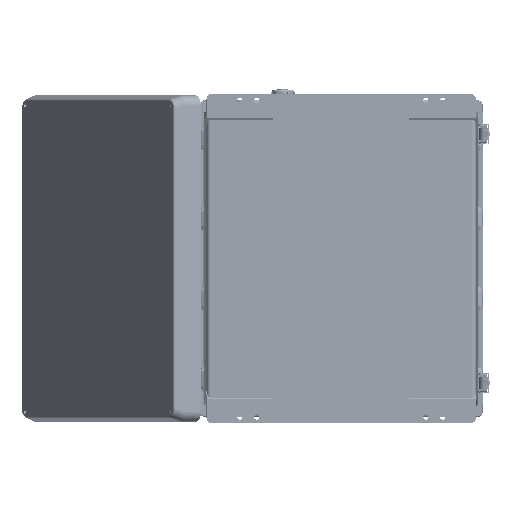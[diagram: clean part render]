
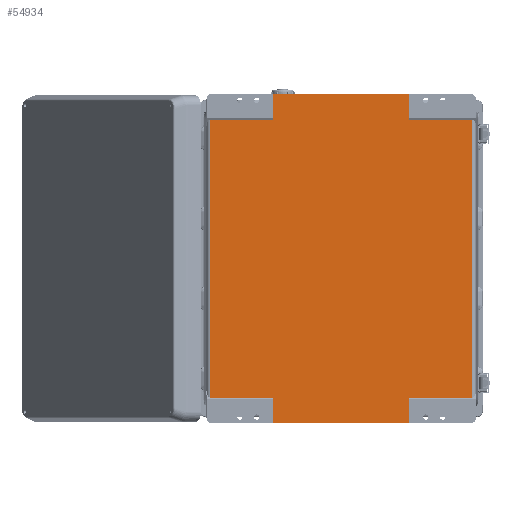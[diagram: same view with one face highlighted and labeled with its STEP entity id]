
A CAD part, front view. The second image highlights one B-rep face of the part: STEP entity #54934.
In plain terms, the highlighted planar face has unit normal (0, -1, 0).
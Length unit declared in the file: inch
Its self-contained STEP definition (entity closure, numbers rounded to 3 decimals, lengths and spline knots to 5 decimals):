
#661 = CARTESIAN_POINT ( 'NONE',  ( 8.11811, 0.05906, -17.96858 ) ) ;
#3295 = ORIENTED_EDGE ( 'NONE', *, *, #61286, .F. ) ;
#3706 = LINE ( 'NONE', #132664, #11218 ) ;
#5455 = DIRECTION ( 'NONE',  ( 0., 0., 1. ) ) ;
#5667 = EDGE_CURVE ( 'NONE', #126272, #67725, #13420, .T. ) ;
#6688 = EDGE_CURVE ( 'NONE', #121530, #91605, #3706, .T. ) ;
#7099 = CARTESIAN_POINT ( 'NONE',  ( -7.73754, 0.05906, -1.51961 ) ) ;
#7643 = CARTESIAN_POINT ( 'NONE',  ( 4.03163, 0.05906, -20.34606 ) ) ;
#9271 = ORIENTED_EDGE ( 'NONE', *, *, #24977, .F. ) ;
#11218 = VECTOR ( 'NONE', #36825, 39.37008 ) ;
#13420 = LINE ( 'NONE', #661, #122080 ) ;
#15894 = ORIENTED_EDGE ( 'NONE', *, *, #19723, .F. ) ;
#17018 = ORIENTED_EDGE ( 'NONE', *, *, #137446, .F. ) ;
#17482 = ORIENTED_EDGE ( 'NONE', *, *, #37469, .T. ) ;
#18206 = CARTESIAN_POINT ( 'NONE',  ( -4.03163, 0.05906, -17.96858 ) ) ;
#19723 = EDGE_CURVE ( 'NONE', #32175, #91605, #85979, .T. ) ;
#19928 = CARTESIAN_POINT ( 'NONE',  ( 4.03163, 0.05906, 0. ) ) ;
#20586 = CARTESIAN_POINT ( 'NONE',  ( 7.73754, 0.05906, -1.51961 ) ) ;
#21377 = LINE ( 'NONE', #51801, #51490 ) ;
#22967 = LINE ( 'NONE', #90309, #67840 ) ;
#24977 = EDGE_CURVE ( 'NONE', #48866, #45862, #48653, .T. ) ;
#31036 = CARTESIAN_POINT ( 'NONE',  ( 4.03163, 0.05906, -17.96858 ) ) ;
#31061 = DIRECTION ( 'NONE',  ( 0., 0., 1. ) ) ;
#32175 = VERTEX_POINT ( 'NONE', #60979 ) ;
#36825 = DIRECTION ( 'NONE',  ( -1., 0., 0. ) ) ;
#37103 = DIRECTION ( 'NONE',  ( 0., 0., 1. ) ) ;
#37306 = AXIS2_PLACEMENT_3D ( 'NONE', #88560, #124696, #100078 ) ;
#37469 = EDGE_CURVE ( 'NONE', #65888, #140903, #21377, .T. ) ;
#39052 = VERTEX_POINT ( 'NONE', #72266 ) ;
#39373 = VERTEX_POINT ( 'NONE', #7099 ) ;
#43923 = VECTOR ( 'NONE', #31061, 39.37008 ) ;
#44623 = PLANE ( 'NONE',  #37306 ) ;
#45862 = VERTEX_POINT ( 'NONE', #53571 ) ;
#47286 = DIRECTION ( 'NONE',  ( 1., 0., 0. ) ) ;
#47924 = VECTOR ( 'NONE', #154233, 39.37008 ) ;
#48653 = LINE ( 'NONE', #151178, #104826 ) ;
#48866 = VERTEX_POINT ( 'NONE', #116156 ) ;
#51490 = VECTOR ( 'NONE', #135492, 39.37008 ) ;
#51801 = CARTESIAN_POINT ( 'NONE',  ( -8.11811, 0.05906, -17.96858 ) ) ;
#52880 = LINE ( 'NONE', #7643, #152068 ) ;
#53331 = ORIENTED_EDGE ( 'NONE', *, *, #84546, .F. ) ;
#53571 = CARTESIAN_POINT ( 'NONE',  ( -4.03163, 0.05906, -19.48819 ) ) ;
#54934 = ADVANCED_FACE ( 'NONE', ( #80698 ), #44623, .F. ) ;
#58803 = CARTESIAN_POINT ( 'NONE',  ( -8.11811, 0.05906, -1.51961 ) ) ;
#59026 = CARTESIAN_POINT ( 'NONE',  ( 8.11811, 0.05906, -1.51961 ) ) ;
#60979 = CARTESIAN_POINT ( 'NONE',  ( -4.03163, 0.05906, -1.51961 ) ) ;
#61286 = EDGE_CURVE ( 'NONE', #67725, #48866, #52880, .T. ) ;
#65888 = VERTEX_POINT ( 'NONE', #126556 ) ;
#67725 = VERTEX_POINT ( 'NONE', #31036 ) ;
#67840 = VECTOR ( 'NONE', #102345, 39.37008 ) ;
#69032 = EDGE_CURVE ( 'NONE', #39052, #140674, #70459, .T. ) ;
#69507 = EDGE_CURVE ( 'NONE', #126272, #39052, #131980, .T. ) ;
#70459 = LINE ( 'NONE', #59026, #47924 ) ;
#72266 = CARTESIAN_POINT ( 'NONE',  ( 7.73754, 0.05906, -1.51961 ) ) ;
#76240 = CARTESIAN_POINT ( 'NONE',  ( -7.73754, 0.05906, -1.51961 ) ) ;
#80002 = DIRECTION ( 'NONE',  ( 0., 0., -1. ) ) ;
#80698 = FACE_OUTER_BOUND ( 'NONE', #113211, .T. ) ;
#81300 = CARTESIAN_POINT ( 'NONE',  ( 7.73754, 0.05906, -17.96858 ) ) ;
#82380 = VECTOR ( 'NONE', #47286, 39.37008 ) ;
#84190 = VECTOR ( 'NONE', #139619, 39.37008 ) ;
#84404 = DIRECTION ( 'NONE',  ( -1., 0., 0. ) ) ;
#84546 = EDGE_CURVE ( 'NONE', #39373, #32175, #108654, .T. ) ;
#85979 = LINE ( 'NONE', #130160, #84190 ) ;
#88560 = CARTESIAN_POINT ( 'NONE',  ( 8.11811, 0.05906, -1.51961 ) ) ;
#90309 = CARTESIAN_POINT ( 'NONE',  ( -4.03163, 0.05906, -20.34606 ) ) ;
#91605 = VERTEX_POINT ( 'NONE', #126433 ) ;
#93277 = EDGE_CURVE ( 'NONE', #140903, #45862, #22967, .T. ) ;
#100078 = DIRECTION ( 'NONE',  ( 0., 0., 1. ) ) ;
#101583 = LINE ( 'NONE', #108915, #142959 ) ;
#102033 = ORIENTED_EDGE ( 'NONE', *, *, #93277, .T. ) ;
#102345 = DIRECTION ( 'NONE',  ( 0., 0., -1. ) ) ;
#104826 = VECTOR ( 'NONE', #127687, 39.37008 ) ;
#105617 = ORIENTED_EDGE ( 'NONE', *, *, #69507, .T. ) ;
#107547 = ORIENTED_EDGE ( 'NONE', *, *, #134868, .T. ) ;
#108654 = LINE ( 'NONE', #58803, #82380 ) ;
#108915 = CARTESIAN_POINT ( 'NONE',  ( 4.03163, 0.05906, 0.85787 ) ) ;
#113211 = EDGE_LOOP ( 'NONE', ( #17018, #17482, #102033, #9271, #3295, #141715, #105617, #125601, #107547, #119678, #15894, #53331 ) ) ;
#116156 = CARTESIAN_POINT ( 'NONE',  ( 4.03163, 0.05906, -19.48819 ) ) ;
#119678 = ORIENTED_EDGE ( 'NONE', *, *, #6688, .T. ) ;
#119748 = LINE ( 'NONE', #76240, #144037 ) ;
#121530 = VERTEX_POINT ( 'NONE', #19928 ) ;
#122080 = VECTOR ( 'NONE', #84404, 39.37008 ) ;
#124696 = DIRECTION ( 'NONE',  ( 0., 1., 0. ) ) ;
#125601 = ORIENTED_EDGE ( 'NONE', *, *, #69032, .T. ) ;
#126272 = VERTEX_POINT ( 'NONE', #81300 ) ;
#126433 = CARTESIAN_POINT ( 'NONE',  ( -4.03163, 0.05906, 0. ) ) ;
#126556 = CARTESIAN_POINT ( 'NONE',  ( -7.73754, 0.05906, -17.96858 ) ) ;
#127687 = DIRECTION ( 'NONE',  ( -1., 0., 0. ) ) ;
#130160 = CARTESIAN_POINT ( 'NONE',  ( -4.03163, 0.05906, 0.85787 ) ) ;
#131980 = LINE ( 'NONE', #20586, #43923 ) ;
#132664 = CARTESIAN_POINT ( 'NONE',  ( 8.11811, 0.05906, 0. ) ) ;
#134868 = EDGE_CURVE ( 'NONE', #140674, #121530, #101583, .T. ) ;
#135492 = DIRECTION ( 'NONE',  ( 1., 0., 0. ) ) ;
#137446 = EDGE_CURVE ( 'NONE', #65888, #39373, #119748, .T. ) ;
#139619 = DIRECTION ( 'NONE',  ( 0., 0., 1. ) ) ;
#140674 = VERTEX_POINT ( 'NONE', #154867 ) ;
#140903 = VERTEX_POINT ( 'NONE', #18206 ) ;
#141715 = ORIENTED_EDGE ( 'NONE', *, *, #5667, .F. ) ;
#142959 = VECTOR ( 'NONE', #37103, 39.37008 ) ;
#144037 = VECTOR ( 'NONE', #5455, 39.37008 ) ;
#151178 = CARTESIAN_POINT ( 'NONE',  ( 8.11811, 0.05906, -19.48819 ) ) ;
#152068 = VECTOR ( 'NONE', #80002, 39.37008 ) ;
#154233 = DIRECTION ( 'NONE',  ( -1., 0., 0. ) ) ;
#154867 = CARTESIAN_POINT ( 'NONE',  ( 4.03163, 0.05906, -1.51961 ) ) ;
